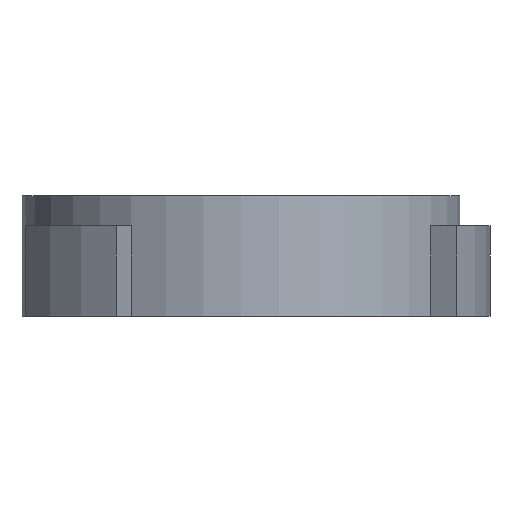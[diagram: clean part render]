
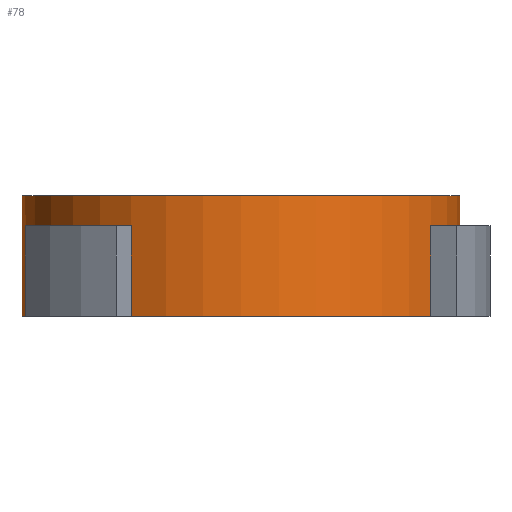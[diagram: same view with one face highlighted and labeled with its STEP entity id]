
A CAD part, front view. The second image highlights one B-rep face of the part: STEP entity #78.
In plain terms, the highlighted cylindrical face has radius 29.065 mm (diameter 58.13 mm), a full revolution.
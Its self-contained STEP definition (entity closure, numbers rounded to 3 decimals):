
#78 = ADVANCED_FACE( '', ( #163, #164 ), #165, .T. );
#163 = FACE_OUTER_BOUND( '', #337, .T. );
#164 = FACE_OUTER_BOUND( '', #338, .T. );
#165 = CYLINDRICAL_SURFACE( '', #339, 29.065 );
#337 = EDGE_LOOP( '', ( #536, #537, #538, #539, #540, #541, #542, #543, #544, #545, #546, #547 ) );
#338 = EDGE_LOOP( '', ( #548 ) );
#339 = AXIS2_PLACEMENT_3D( '', #549, #550, #551 );
#536 = ORIENTED_EDGE( '', *, *, #1151, .F. );
#537 = ORIENTED_EDGE( '', *, *, #1152, .T. );
#538 = ORIENTED_EDGE( '', *, *, #1138, .F. );
#539 = ORIENTED_EDGE( '', *, *, #1153, .T. );
#540 = ORIENTED_EDGE( '', *, *, #1154, .F. );
#541 = ORIENTED_EDGE( '', *, *, #1155, .F. );
#542 = ORIENTED_EDGE( '', *, *, #1134, .F. );
#543 = ORIENTED_EDGE( '', *, *, #1149, .T. );
#544 = ORIENTED_EDGE( '', *, *, #1156, .F. );
#545 = ORIENTED_EDGE( '', *, *, #1157, .F. );
#546 = ORIENTED_EDGE( '', *, *, #1130, .F. );
#547 = ORIENTED_EDGE( '', *, *, #1147, .T. );
#548 = ORIENTED_EDGE( '', *, *, #1158, .T. );
#549 = CARTESIAN_POINT( '', ( 0., 0., 6. ) );
#550 = DIRECTION( '', ( 0., 0., 1. ) );
#551 = DIRECTION( '', ( -1., 0., 0. ) );
#1130 = EDGE_CURVE( '', #1332, #1334, #1335, .T. );
#1134 = EDGE_CURVE( '', #1340, #1342, #1343, .T. );
#1138 = EDGE_CURVE( '', #1348, #1350, #1351, .T. );
#1147 = EDGE_CURVE( '', #1332, #1365, #1367, .F. );
#1149 = EDGE_CURVE( '', #1340, #1368, #1371, .T. );
#1151 = EDGE_CURVE( '', #1373, #1365, #1374, .T. );
#1152 = EDGE_CURVE( '', #1373, #1350, #1375, .T. );
#1153 = EDGE_CURVE( '', #1348, #1376, #1377, .T. );
#1154 = EDGE_CURVE( '', #1378, #1376, #1379, .T. );
#1155 = EDGE_CURVE( '', #1342, #1378, #1380, .T. );
#1156 = EDGE_CURVE( '', #1381, #1368, #1382, .T. );
#1157 = EDGE_CURVE( '', #1334, #1381, #1383, .T. );
#1158 = EDGE_CURVE( '', #1384, #1384, #1385, .T. );
#1332 = VERTEX_POINT( '', #1669 );
#1334 = VERTEX_POINT( '', #1672 );
#1335 = CIRCLE( '', #1673, 29.065 );
#1340 = VERTEX_POINT( '', #1679 );
#1342 = VERTEX_POINT( '', #1682 );
#1343 = CIRCLE( '', #1683, 29.065 );
#1348 = VERTEX_POINT( '', #1689 );
#1350 = VERTEX_POINT( '', #1692 );
#1351 = CIRCLE( '', #1693, 29.065 );
#1365 = VERTEX_POINT( '', #1710 );
#1367 = LINE( '', #1713, #1714 );
#1368 = VERTEX_POINT( '', #1715 );
#1371 = LINE( '', #1719, #1720 );
#1373 = VERTEX_POINT( '', #1723 );
#1374 = CIRCLE( '', #1724, 29.065 );
#1375 = LINE( '', #1725, #1726 );
#1376 = VERTEX_POINT( '', #1727 );
#1377 = LINE( '', #1728, #1729 );
#1378 = VERTEX_POINT( '', #1730 );
#1379 = CIRCLE( '', #1731, 29.065 );
#1380 = LINE( '', #1732, #1733 );
#1381 = VERTEX_POINT( '', #1734 );
#1382 = CIRCLE( '', #1735, 29.065 );
#1383 = LINE( '', #1736, #1737 );
#1384 = VERTEX_POINT( '', #1738 );
#1385 = CIRCLE( '', #1739, 29.065 );
#1669 = CARTESIAN_POINT( '', ( 3.516, 28.852, -10. ) );
#1672 = CARTESIAN_POINT( '', ( 29.065, 0., -10. ) );
#1673 = AXIS2_PLACEMENT_3D( '', #2131, #2132, #2133 );
#1679 = CARTESIAN_POINT( '', ( 25.171, -14.533, -10. ) );
#1682 = CARTESIAN_POINT( '', ( -14.533, -25.171, -10. ) );
#1683 = AXIS2_PLACEMENT_3D( '', #2139, #2140, #2141 );
#1689 = CARTESIAN_POINT( '', ( -25.171, -14.533, -10. ) );
#1692 = CARTESIAN_POINT( '', ( -17.471, 23.228, -10. ) );
#1693 = AXIS2_PLACEMENT_3D( '', #2147, #2148, #2149 );
#1710 = CARTESIAN_POINT( '', ( 3.516, 28.852, 2. ) );
#1713 = CARTESIAN_POINT( '', ( 3.516, 28.852, 6. ) );
#1714 = VECTOR( '', #2166, 1000. );
#1715 = CARTESIAN_POINT( '', ( 25.171, -14.533, 2. ) );
#1719 = CARTESIAN_POINT( '', ( 25.171, -14.533, -10. ) );
#1720 = VECTOR( '', #2168, 1000. );
#1723 = CARTESIAN_POINT( '', ( -17.471, 23.228, 2. ) );
#1724 = AXIS2_PLACEMENT_3D( '', #2170, #2171, #2172 );
#1725 = CARTESIAN_POINT( '', ( -17.471, 23.228, 6. ) );
#1726 = VECTOR( '', #2173, 1000. );
#1727 = CARTESIAN_POINT( '', ( -25.171, -14.533, 2. ) );
#1728 = CARTESIAN_POINT( '', ( -25.171, -14.533, -10. ) );
#1729 = VECTOR( '', #2174, 1000. );
#1730 = CARTESIAN_POINT( '', ( -14.533, -25.171, 2. ) );
#1731 = AXIS2_PLACEMENT_3D( '', #2175, #2176, #2177 );
#1732 = CARTESIAN_POINT( '', ( -14.533, -25.171, -10. ) );
#1733 = VECTOR( '', #2178, 1000. );
#1734 = CARTESIAN_POINT( '', ( 29.065, 0., 2. ) );
#1735 = AXIS2_PLACEMENT_3D( '', #2179, #2180, #2181 );
#1736 = CARTESIAN_POINT( '', ( 29.065, 0., -10. ) );
#1737 = VECTOR( '', #2182, 1000. );
#1738 = CARTESIAN_POINT( '', ( 29.065, 0., 6. ) );
#1739 = AXIS2_PLACEMENT_3D( '', #2183, #2184, #2185 );
#2131 = CARTESIAN_POINT( '', ( 0., 0., -10. ) );
#2132 = DIRECTION( '', ( 0., 0., -1. ) );
#2133 = DIRECTION( '', ( -1., 0., 0. ) );
#2139 = CARTESIAN_POINT( '', ( 0., 0., -10. ) );
#2140 = DIRECTION( '', ( 0., 0., -1. ) );
#2141 = DIRECTION( '', ( -1., 0., 0. ) );
#2147 = CARTESIAN_POINT( '', ( 0., 0., -10. ) );
#2148 = DIRECTION( '', ( 0., 0., -1. ) );
#2149 = DIRECTION( '', ( -1., 0., 0. ) );
#2166 = DIRECTION( '', ( 0., 0., -1. ) );
#2168 = DIRECTION( '', ( 0., 0., 1. ) );
#2170 = CARTESIAN_POINT( '', ( 0., 0., 2. ) );
#2171 = DIRECTION( '', ( 0., 0., -1. ) );
#2172 = DIRECTION( '', ( 0., -1., 0. ) );
#2173 = DIRECTION( '', ( 0., 0., -1. ) );
#2174 = DIRECTION( '', ( 0., 0., 1. ) );
#2175 = CARTESIAN_POINT( '', ( 0., 0., 2. ) );
#2176 = DIRECTION( '', ( 0., 0., -1. ) );
#2177 = DIRECTION( '', ( 0.866, 0.5, 0. ) );
#2178 = DIRECTION( '', ( 0., 0., 1. ) );
#2179 = CARTESIAN_POINT( '', ( 0., 0., 2. ) );
#2180 = DIRECTION( '', ( 0., 0., -1. ) );
#2181 = DIRECTION( '', ( -0.866, 0.5, 0. ) );
#2182 = DIRECTION( '', ( 0., 0., 1. ) );
#2183 = CARTESIAN_POINT( '', ( 0., 0., 6. ) );
#2184 = DIRECTION( '', ( 0., 0., -1. ) );
#2185 = DIRECTION( '', ( 1., 0., 0. ) );
